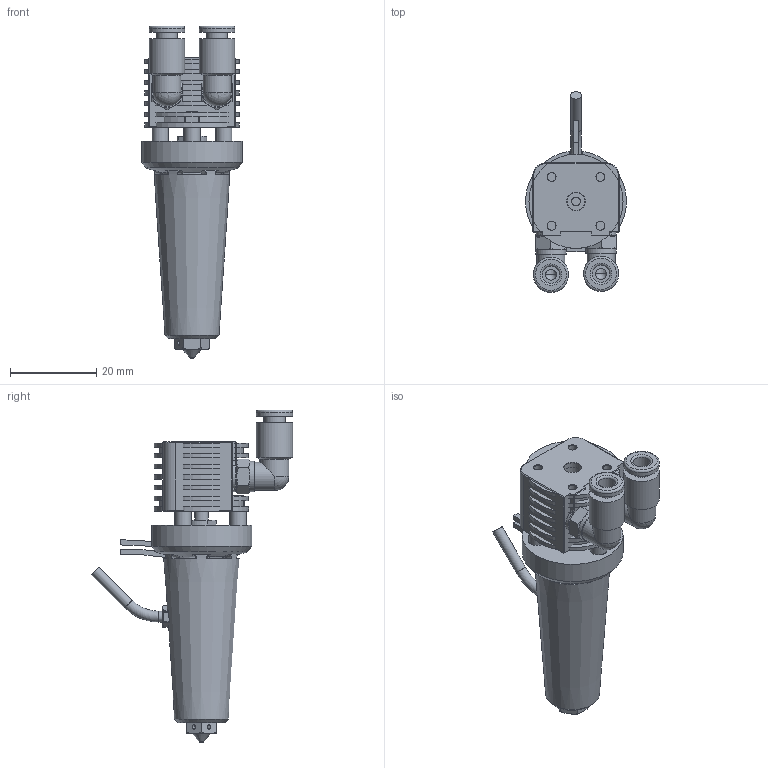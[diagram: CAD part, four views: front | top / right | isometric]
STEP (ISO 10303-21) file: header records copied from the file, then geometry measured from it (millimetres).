
FILE_DESCRIPTION(/* description */ (''),/* implementation_level */ '2;1');
FILE_NAME(/* name */ 'Goliath - Water and Air.step',/* time_stamp */ '2023-08-13T20:52:31-06:00',/* author */ (''),/* organization */ (''),/* preprocessor_version */ 'ST-DEVELOPER v20',/* originating_system */ 'Autodesk Translation Framework v12.9.0.99',/* authorisation */ '');
FILE_SCHEMA (('AUTOMOTIVE_DESIGN { 1 0 10303 214 3 1 1 }'));
Length unit declared in the file: millimetre
Products named in the file (23): Goliath Air Hotend; Core Components; Thermistor; Thermistor Coupler; Thermistor Cable; Nozzle; Heatbrake; Silicone Sock; Standoffs; Standoff; Standoff (1); Standoff (2); Nichrome Heater Wires; Nichrome; Nichrome (1); Cooling Components; Heatsink - Air Cooled; Heatsink - Water Cooled; Pneumatic Fitting; Pneumatic Fitting_1; O Ring Seal; Fitting Body; Fitting Coupler
Assembly tree (25 placements, depth 5):
  Goliath Air Hotend
    Core Components
      Thermistor
        Thermistor Coupler
        Thermistor Cable
      Nozzle
      Heatbrake
      Silicone Sock
      Standoffs
        Standoff
        Standoff (1)
        Standoff (2)
      Nichrome Heater Wires
        Nichrome
        Nichrome (1)
    Cooling Components
      Heatsink - Air Cooled
      Heatsink - Water Cooled
        Pneumatic Fitting
          O Ring Seal
          Fitting Body
          Fitting Coupler
        Pneumatic Fitting_1
          O Ring Seal
          Fitting Body
          Fitting Coupler
Bounding box: 23.34 x 46.6 x 76.9 mm (x, y, z)
Volume: 19753.9 mm3; surface area: 13369.6 mm2
Topology: 18 solids, 18 shells, 440 faces, 994 edges, 614 vertices
Faces by surface type: plane 158, cylinder 149, cone 71, bspline 26, torus 20, sphere 16
Full cylindrical faces by diameter (mm): 0.4 x1, 1.623 x6, 2 x2, 2.075 x8, 2.2 x3, 2.4 x6, 2.5 x4, 2.529 x1, 3.15 x1, 3.8 x3, 3.961 x6, 4 x2, 4.1 x1, 4.3 x1, 4.8 x2, 5 x5, 6.5 x4, 7 x2, 7.05 x1, 8.2 x4, 8.89 x1, 10 x4, 19.4 x2, 21.8 x7
Entity records: 13367 total; most frequent: CARTESIAN_POINT 4139, DIRECTION 1893, ORIENTED_EDGE 1726, EDGE_CURVE 863, AXIS2_PLACEMENT_3D 782, VERTEX_POINT 539, EDGE_LOOP 456, FACE_OUTER_BOUND 383
